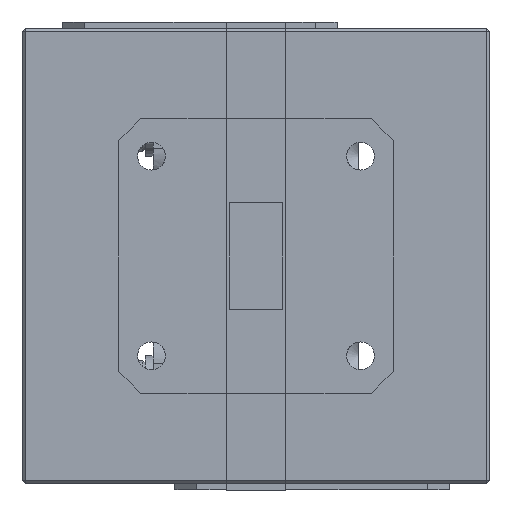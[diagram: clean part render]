
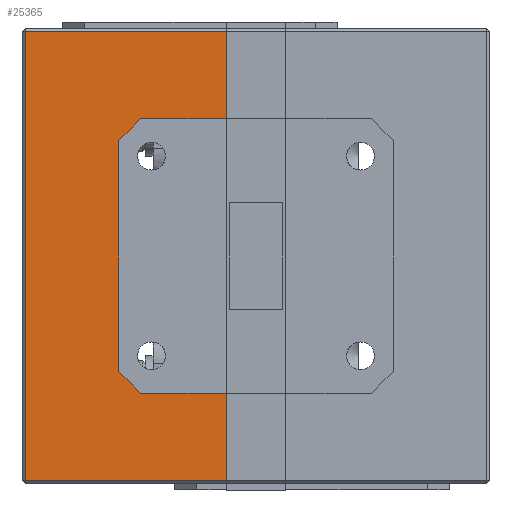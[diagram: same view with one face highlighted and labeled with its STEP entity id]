
A CAD part, left-side view. The second image highlights one B-rep face of the part: STEP entity #25365.
In plain terms, the highlighted planar face has unit normal (-1, 0, 0).
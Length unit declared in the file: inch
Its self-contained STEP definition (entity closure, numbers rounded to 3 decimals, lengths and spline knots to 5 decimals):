
#1728 = VECTOR ( 'NONE', #41109, 39.37008 ) ;
#1773 = VERTEX_POINT ( 'NONE', #36706 ) ;
#1909 = DIRECTION ( 'NONE',  ( 0., 0., -1. ) ) ;
#2043 = VECTOR ( 'NONE', #22434, 39.37008 ) ;
#2605 = LINE ( 'NONE', #2861, #8338 ) ;
#2861 = CARTESIAN_POINT ( 'NONE',  ( -6.61987, 0.95448, 0.79056 ) ) ;
#3620 = ORIENTED_EDGE ( 'NONE', *, *, #41852, .T. ) ;
#4116 = LINE ( 'NONE', #51915, #12113 ) ;
#4207 = LINE ( 'NONE', #25035, #8423 ) ;
#4739 = DIRECTION ( 'NONE',  ( 0., 0.707, -0.707 ) ) ;
#5263 = EDGE_CURVE ( 'NONE', #14963, #17737, #34727, .T. ) ;
#5532 = CARTESIAN_POINT ( 'NONE',  ( -6.61987, -0.22615, 0.07056 ) ) ;
#6224 = VECTOR ( 'NONE', #42738, 39.37008 ) ;
#6731 = ORIENTED_EDGE ( 'NONE', *, *, #19341, .T. ) ;
#7077 = ORIENTED_EDGE ( 'NONE', *, *, #49158, .T. ) ;
#7119 = VERTEX_POINT ( 'NONE', #17977 ) ;
#7935 = ORIENTED_EDGE ( 'NONE', *, *, #5263, .T. ) ;
#8199 = EDGE_LOOP ( 'NONE', ( #7935, #3620, #6731, #26326, #37044, #9828, #48449, #43643, #7077, #21217 ) ) ;
#8338 = VECTOR ( 'NONE', #18904, 39.37008 ) ;
#8423 = VECTOR ( 'NONE', #4739, 39.37008 ) ;
#9142 = AXIS2_PLACEMENT_3D ( 'NONE', #31644, #19371, #47341 ) ;
#9407 = CARTESIAN_POINT ( 'NONE',  ( -6.61987, 1.22948, 1.23056 ) ) ;
#9724 = VERTEX_POINT ( 'NONE', #39355 ) ;
#9828 = ORIENTED_EDGE ( 'NONE', *, *, #19642, .F. ) ;
#9893 = EDGE_CURVE ( 'NONE', #1773, #28810, #4116, .T. ) ;
#11234 = VERTEX_POINT ( 'NONE', #47488 ) ;
#12046 = CARTESIAN_POINT ( 'NONE',  ( -6.61987, 1.22948, 0.35056 ) ) ;
#12113 = VECTOR ( 'NONE', #31663, 39.37008 ) ;
#12511 = DIRECTION ( 'NONE',  ( 0., 0., 1. ) ) ;
#13684 = LINE ( 'NONE', #38995, #6224 ) ;
#14963 = VERTEX_POINT ( 'NONE', #43927 ) ;
#15783 = VERTEX_POINT ( 'NONE', #27725 ) ;
#17737 = VERTEX_POINT ( 'NONE', #23391 ) ;
#17977 = CARTESIAN_POINT ( 'NONE',  ( -6.61987, 1.29948, 1.16056 ) ) ;
#18904 = DIRECTION ( 'NONE',  ( 0., 0., 1. ) ) ;
#19054 = VECTOR ( 'NONE', #12511, 39.37008 ) ;
#19341 = EDGE_CURVE ( 'NONE', #52522, #28810, #2605, .T. ) ;
#19371 = DIRECTION ( 'NONE',  ( -1., 0., 0. ) ) ;
#19642 = EDGE_CURVE ( 'NONE', #7119, #15783, #42303, .T. ) ;
#19725 = VECTOR ( 'NONE', #51145, 39.37008 ) ;
#20915 = EDGE_CURVE ( 'NONE', #15783, #1773, #24555, .T. ) ;
#21217 = ORIENTED_EDGE ( 'NONE', *, *, #49027, .T. ) ;
#22434 = DIRECTION ( 'NONE',  ( 0., 1., 0. ) ) ;
#22480 = VECTOR ( 'NONE', #1909, 39.37008 ) ;
#23391 = CARTESIAN_POINT ( 'NONE',  ( -6.61987, 1.59948, 0.07056 ) ) ;
#24555 = LINE ( 'NONE', #12046, #1728 ) ;
#24782 = CARTESIAN_POINT ( 'NONE',  ( -6.61987, 0.95448, 0.79056 ) ) ;
#24986 = VERTEX_POINT ( 'NONE', #42220 ) ;
#25035 = CARTESIAN_POINT ( 'NONE',  ( -6.61987, 1.29948, 1.16056 ) ) ;
#25365 = ADVANCED_FACE ( 'NONE', ( #25774 ), #37755, .T. ) ;
#25524 = CARTESIAN_POINT ( 'NONE',  ( -6.61987, 1.29948, 0.42056 ) ) ;
#25774 = FACE_OUTER_BOUND ( 'NONE', #8199, .T. ) ;
#26326 = ORIENTED_EDGE ( 'NONE', *, *, #9893, .F. ) ;
#27725 = CARTESIAN_POINT ( 'NONE',  ( -6.61987, 1.29948, 0.42056 ) ) ;
#28810 = VERTEX_POINT ( 'NONE', #32802 ) ;
#29934 = LINE ( 'NONE', #9407, #2043 ) ;
#31023 = CARTESIAN_POINT ( 'NONE',  ( -6.61987, 1.59948, 1.57844 ) ) ;
#31644 = CARTESIAN_POINT ( 'NONE',  ( -6.61987, -0.22615, 1.57844 ) ) ;
#31663 = DIRECTION ( 'NONE',  ( 0., -1., 0. ) ) ;
#32802 = CARTESIAN_POINT ( 'NONE',  ( -6.61987, 0.95448, 0.35056 ) ) ;
#33811 = LINE ( 'NONE', #5532, #19725 ) ;
#34074 = LINE ( 'NONE', #24782, #19054 ) ;
#34727 = LINE ( 'NONE', #31023, #22480 ) ;
#36706 = CARTESIAN_POINT ( 'NONE',  ( -6.61987, 1.22948, 0.35056 ) ) ;
#37044 = ORIENTED_EDGE ( 'NONE', *, *, #20915, .F. ) ;
#37156 = EDGE_CURVE ( 'NONE', #9724, #7119, #4207, .T. ) ;
#37755 = PLANE ( 'NONE',  #9142 ) ;
#38995 = CARTESIAN_POINT ( 'NONE',  ( -6.61987, -0.22615, 1.51056 ) ) ;
#39355 = CARTESIAN_POINT ( 'NONE',  ( -6.61987, 1.22948, 1.23056 ) ) ;
#39875 = CARTESIAN_POINT ( 'NONE',  ( -6.61987, 0.95448, 0.07056 ) ) ;
#41109 = DIRECTION ( 'NONE',  ( 0., -0.707, -0.707 ) ) ;
#41532 = DIRECTION ( 'NONE',  ( 0., 0., -1. ) ) ;
#41852 = EDGE_CURVE ( 'NONE', #17737, #52522, #33811, .T. ) ;
#42220 = CARTESIAN_POINT ( 'NONE',  ( -6.61987, 0.95448, 1.23056 ) ) ;
#42303 = LINE ( 'NONE', #25524, #51793 ) ;
#42738 = DIRECTION ( 'NONE',  ( 0., 1., 0. ) ) ;
#43643 = ORIENTED_EDGE ( 'NONE', *, *, #43680, .F. ) ;
#43680 = EDGE_CURVE ( 'NONE', #24986, #9724, #29934, .T. ) ;
#43927 = CARTESIAN_POINT ( 'NONE',  ( -6.61987, 1.59948, 1.51056 ) ) ;
#47341 = DIRECTION ( 'NONE',  ( 0., 0., 1. ) ) ;
#47488 = CARTESIAN_POINT ( 'NONE',  ( -6.61987, 0.95448, 1.51056 ) ) ;
#48449 = ORIENTED_EDGE ( 'NONE', *, *, #37156, .F. ) ;
#49027 = EDGE_CURVE ( 'NONE', #11234, #14963, #13684, .T. ) ;
#49158 = EDGE_CURVE ( 'NONE', #24986, #11234, #34074, .T. ) ;
#51145 = DIRECTION ( 'NONE',  ( 0., -1., 0. ) ) ;
#51793 = VECTOR ( 'NONE', #41532, 39.37008 ) ;
#51915 = CARTESIAN_POINT ( 'NONE',  ( -6.61987, 1.22948, 0.35056 ) ) ;
#52522 = VERTEX_POINT ( 'NONE', #39875 ) ;
